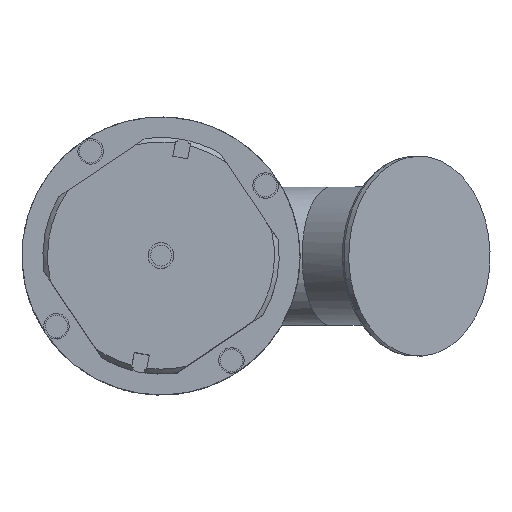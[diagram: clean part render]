
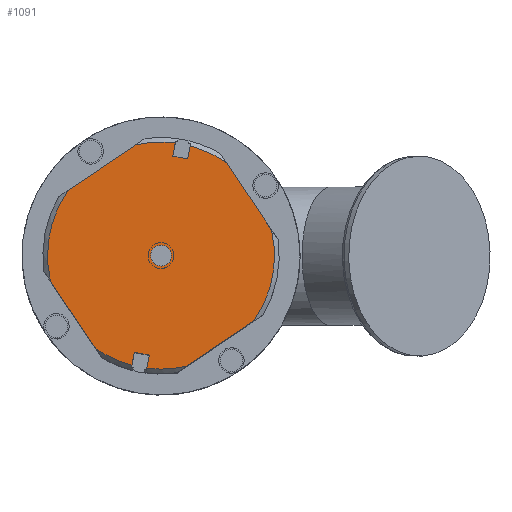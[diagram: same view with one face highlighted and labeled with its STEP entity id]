
A CAD part, top view. The second image highlights one B-rep face of the part: STEP entity #1091.
In plain terms, the highlighted planar face has unit normal (0, 0, 1).
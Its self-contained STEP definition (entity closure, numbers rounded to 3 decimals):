
#50=LINE('',#1982,#107);
#53=LINE('',#1987,#110);
#56=LINE('',#1996,#113);
#59=LINE('',#2004,#116);
#61=LINE('',#2012,#118);
#66=LINE('',#2025,#123);
#72=LINE('',#2074,#129);
#76=LINE('',#2103,#133);
#78=LINE('',#2115,#135);
#86=LINE('',#2143,#143);
#107=VECTOR('',#1446,3.659);
#110=VECTOR('',#1451,4.2);
#113=VECTOR('',#1456,3.659);
#116=VECTOR('',#1461,4.2);
#118=VECTOR('',#1465,3.659);
#123=VECTOR('',#1472,3.659);
#129=VECTOR('',#1496,22.309);
#133=VECTOR('',#1514,22.309);
#135=VECTOR('',#1522,22.309);
#143=VECTOR('',#1546,22.309);
#220=CIRCLE('',#1234,31.23);
#221=CIRCLE('',#1236,31.23);
#225=CIRCLE('',#1243,31.23);
#228=CIRCLE('',#1249,31.23);
#232=CIRCLE('',#1257,31.23);
#233=CIRCLE('',#1259,31.23);
#326=FACE_OUTER_BOUND('',#411,.T.);
#411=EDGE_LOOP('',(#883,#884,#885,#886,#887,#888,#889,#890,#891,#892,#893,
#894,#895,#896,#897,#898));
#490=VERTEX_POINT('',#1976);
#492=VERTEX_POINT('',#1981);
#493=VERTEX_POINT('',#1986);
#495=VERTEX_POINT('',#1991);
#498=VERTEX_POINT('',#2001);
#499=VERTEX_POINT('',#2003);
#500=VERTEX_POINT('',#2007);
#504=VERTEX_POINT('',#2018);
#509=VERTEX_POINT('',#2034);
#512=VERTEX_POINT('',#2051);
#518=VERTEX_POINT('',#2070);
#522=VERTEX_POINT('',#2084);
#527=VERTEX_POINT('',#2102);
#528=VERTEX_POINT('',#2109);
#536=VERTEX_POINT('',#2136);
#537=VERTEX_POINT('',#2142);
#616=EDGE_CURVE('',#492,#490,#50,.T.);
#619=EDGE_CURVE('',#493,#492,#53,.T.);
#623=EDGE_CURVE('',#495,#493,#56,.T.);
#626=EDGE_CURVE('',#499,#498,#59,.T.);
#629=EDGE_CURVE('',#498,#500,#61,.T.);
#635=EDGE_CURVE('',#504,#499,#66,.T.);
#639=EDGE_CURVE('',#509,#490,#220,.T.);
#643=EDGE_CURVE('',#495,#512,#221,.T.);
#653=EDGE_CURVE('',#509,#518,#72,.T.);
#658=EDGE_CURVE('',#522,#500,#225,.T.);
#664=EDGE_CURVE('',#527,#512,#76,.T.);
#667=EDGE_CURVE('',#527,#528,#228,.T.);
#669=EDGE_CURVE('',#522,#528,#78,.T.);
#681=EDGE_CURVE('',#536,#518,#232,.T.);
#682=EDGE_CURVE('',#536,#537,#86,.T.);
#683=EDGE_CURVE('',#504,#537,#233,.T.);
#883=ORIENTED_EDGE('',*,*,#623,.T.);
#884=ORIENTED_EDGE('',*,*,#619,.T.);
#885=ORIENTED_EDGE('',*,*,#616,.T.);
#886=ORIENTED_EDGE('',*,*,#639,.F.);
#887=ORIENTED_EDGE('',*,*,#653,.T.);
#888=ORIENTED_EDGE('',*,*,#681,.F.);
#889=ORIENTED_EDGE('',*,*,#682,.T.);
#890=ORIENTED_EDGE('',*,*,#683,.F.);
#891=ORIENTED_EDGE('',*,*,#635,.T.);
#892=ORIENTED_EDGE('',*,*,#626,.T.);
#893=ORIENTED_EDGE('',*,*,#629,.T.);
#894=ORIENTED_EDGE('',*,*,#658,.F.);
#895=ORIENTED_EDGE('',*,*,#669,.T.);
#896=ORIENTED_EDGE('',*,*,#667,.F.);
#897=ORIENTED_EDGE('',*,*,#664,.T.);
#898=ORIENTED_EDGE('',*,*,#643,.F.);
#964=PLANE('',#1258);
#1091=ADVANCED_FACE('',(#326),#964,.T.);
#1234=AXIS2_PLACEMENT_3D('',#2038,#1477,#1478);
#1236=AXIS2_PLACEMENT_3D('',#2052,#1481,#1482);
#1243=AXIS2_PLACEMENT_3D('',#2088,#1502,#1503);
#1249=AXIS2_PLACEMENT_3D('',#2110,#1518,#1519);
#1257=AXIS2_PLACEMENT_3D('',#2140,#1542,#1543);
#1258=AXIS2_PLACEMENT_3D('',#2141,#1544,#1545);
#1259=AXIS2_PLACEMENT_3D('',#2144,#1547,#1548);
#1446=DIRECTION('',(-0.192,-0.981,0.));
#1451=DIRECTION('',(0.981,-0.192,0.));
#1456=DIRECTION('',(0.192,0.981,0.));
#1461=DIRECTION('',(-0.981,0.192,0.));
#1465=DIRECTION('',(0.192,0.981,0.));
#1472=DIRECTION('',(-0.192,-0.981,0.));
#1477=DIRECTION('center_axis',(0.,0.,
-1.));
#1478=DIRECTION('ref_axis',(0.558,-0.83,0.));
#1481=DIRECTION('center_axis',(0.,0.,
-1.));
#1482=DIRECTION('ref_axis',(0.558,-0.83,0.));
#1496=DIRECTION('',(0.83,0.558,0.));
#1502=DIRECTION('center_axis',(0.,0.,
-1.));
#1503=DIRECTION('ref_axis',(0.558,-0.83,0.));
#1514=DIRECTION('',(0.558,-0.83,0.));
#1518=DIRECTION('center_axis',(0.,0.,
-1.));
#1519=DIRECTION('ref_axis',(0.558,-0.83,0.));
#1522=DIRECTION('',(-0.83,-0.558,0.));
#1542=DIRECTION('center_axis',(0.,0.,
-1.));
#1543=DIRECTION('ref_axis',(0.558,-0.83,0.));
#1544=DIRECTION('center_axis',(0.,0.,
1.));
#1545=DIRECTION('ref_axis',(0.558,-0.83,0.));
#1546=DIRECTION('',(-0.558,0.83,0.));
#1547=DIRECTION('center_axis',(0.,0.,
-1.));
#1548=DIRECTION('ref_axis',(0.558,-0.83,0.));
#1976=CARTESIAN_POINT('',(-3.914,-30.984,177.55));
#1981=CARTESIAN_POINT('',(-3.213,-27.392,177.55));
#1982=CARTESIAN_POINT('',(0.123,-10.32,177.55));
#1986=CARTESIAN_POINT('',(-7.335,-26.587,177.55));
#1987=CARTESIAN_POINT('',(-9.882,-26.089,177.55));
#1991=CARTESIAN_POINT('',(-8.036,-30.178,177.55));
#1996=CARTESIAN_POINT('',(-3.596,-7.453,177.55));
#2001=CARTESIAN_POINT('',(3.213,27.392,177.55));
#2003=CARTESIAN_POINT('',(7.335,26.587,177.55));
#2004=CARTESIAN_POINT('',(-1.395,28.293,177.55));
#2007=CARTESIAN_POINT('',(3.914,30.984,177.55));
#2012=CARTESIAN_POINT('',(2.08,21.597,177.55));
#2018=CARTESIAN_POINT('',(8.036,30.178,177.55));
#2025=CARTESIAN_POINT('',(5.8,18.731,177.55));
#2034=CARTESIAN_POINT('',(7.034,-30.427,177.55));
#2038=CARTESIAN_POINT('Origin',(0.,0.,
177.55));
#2051=CARTESIAN_POINT('',(-17.97,-25.542,177.55));
#2052=CARTESIAN_POINT('Origin',(0.,0.,
177.55));
#2070=CARTESIAN_POINT('',(25.542,-17.97,177.55));
#2074=CARTESIAN_POINT('',(9.838,-28.541,177.55));
#2084=CARTESIAN_POINT('',(-7.034,30.427,177.55));
#2088=CARTESIAN_POINT('Origin',(0.,0.,
177.55));
#2102=CARTESIAN_POINT('',(-30.427,-7.034,177.55));
#2103=CARTESIAN_POINT('',(-33.078,-3.097,177.55));
#2109=CARTESIAN_POINT('',(-25.542,17.97,177.55));
#2110=CARTESIAN_POINT('Origin',(0.,0.,
177.55));
#2115=CARTESIAN_POINT('',(-9.838,28.541,177.55));
#2136=CARTESIAN_POINT('',(30.427,7.034,177.55));
#2140=CARTESIAN_POINT('Origin',(0.,0.,
177.55));
#2141=CARTESIAN_POINT('Origin',(-9.074,13.481,177.55));
#2142=CARTESIAN_POINT('',(17.97,25.542,177.55));
#2143=CARTESIAN_POINT('',(24.004,16.578,177.55));
#2144=CARTESIAN_POINT('Origin',(0.,0.,
177.55));
